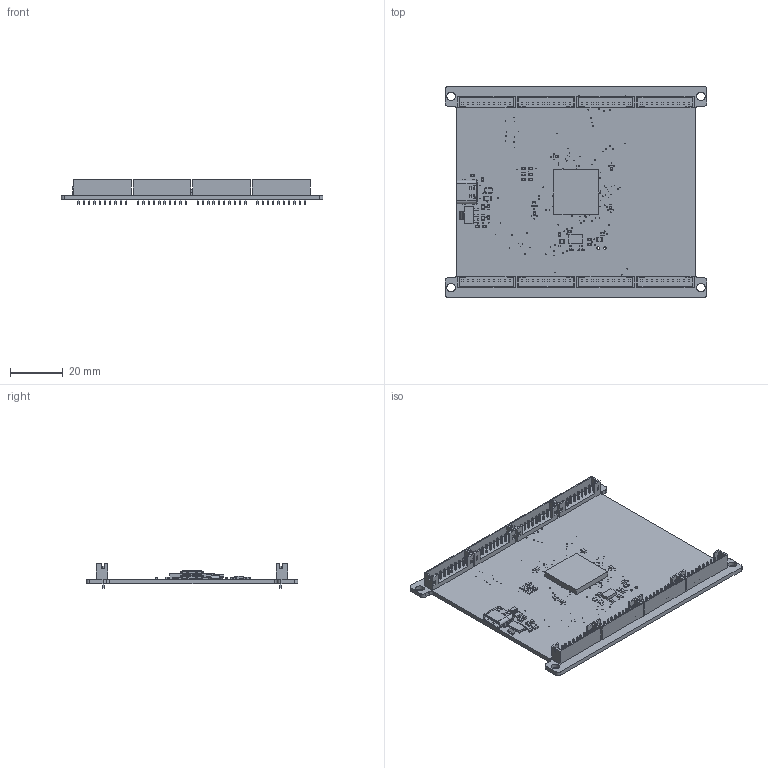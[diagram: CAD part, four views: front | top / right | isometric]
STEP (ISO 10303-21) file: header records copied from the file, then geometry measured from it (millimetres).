
FILE_DESCRIPTION(/* description */ (''),/* implementation_level */ '2;1');
FILE_NAME(/* name */ 'CH348L_DevBoard.step',/* time_stamp */ '2023-02-14T16:07:15+01:00',/* author */ (''),/* organization */ (''),/* preprocessor_version */ 'ST-DEVELOPER v19.2',/* originating_system */ 'Autodesk Translation Framework v11.17.0.187',/* authorisation */ '');
FILE_SCHEMA (('AUTOMOTIVE_DESIGN { 1 0 10303 214 3 1 1 }'));
Products named in the file (26): CH348L; Board; Packages; LQFP100_14X14; SOT-23-6; HRO_TYPE-C-31-M-12; TYPE-C-31-M-12; R1206; SOT229P700X180-4N; AMS1117-3.3.STEP; AMS1117-3.3_AMS1117-3.3.STEP; JST_S10B-PH-K-S(LF)(SN); JST_S10B-PH-K-S(LF)(SN) (1); JST_S10B-PH-K-S(LF)(SN) (2); JST_S10B-PH-K-S(LF)(SN) (3); JST_S10B-PH-K-S(LF)(SN) (4); JST_S10B-PH-K-S(LF)(SN) (5); JST_S10B-PH-K-S(LF)(SN) (6); JST_S10B-PH-K-S(LF)(SN) (7); 2-SMD-5X3; A0R-JMP; A0R-JMP (1); CHIP-LED0603; C0603; C0805; R0603
Assembly tree (47 placements, depth 5):
  CH348L
    Board
    Packages
      LQFP100_14X14
      SOT-23-6
      HRO_TYPE-C-31-M-12
        TYPE-C-31-M-12
      R1206
      SOT229P700X180-4N
        AMS1117-3.3.STEP
          AMS1117-3.3_AMS1117-3.3.STEP
      JST_S10B-PH-K-S(LF)(SN)
      JST_S10B-PH-K-S(LF)(SN) (1)
      JST_S10B-PH-K-S(LF)(SN) (2)
      JST_S10B-PH-K-S(LF)(SN) (3)
      JST_S10B-PH-K-S(LF)(SN) (4)
      JST_S10B-PH-K-S(LF)(SN) (5)
      JST_S10B-PH-K-S(LF)(SN) (6)
      JST_S10B-PH-K-S(LF)(SN) (7)
      2-SMD-5X3
      A0R-JMP
      A0R-JMP (1)
      CHIP-LED0603  x4
      C0603  x11
      C0805  x2
      R0603  x9
Bounding box: 99.06 x 80.01 x 9.4 mm (x, y, z)
Volume: 14882.7 mm3; surface area: 23243.4 mm2
Topology: 88 solids, 88 shells, 3388 faces, 8423 edges, 5398 vertices
Faces by surface type: plane 2483, cylinder 711, sphere 176, cone 18
Full cylindrical faces by diameter (mm): 0.2 x91, 0.3 x1, 0.35 x93, 0.4 x2, 0.5 x2, 0.8 x80, 1.016 x2, 3.2 x4
Entity records: 84973 total; most frequent: CARTESIAN_POINT 14384, ORIENTED_EDGE 13966, DIRECTION 13605, EDGE_CURVE 6983, LINE 5927, VECTOR 5927, VERTEX_POINT 4566, AXIS2_PLACEMENT_3D 3839
